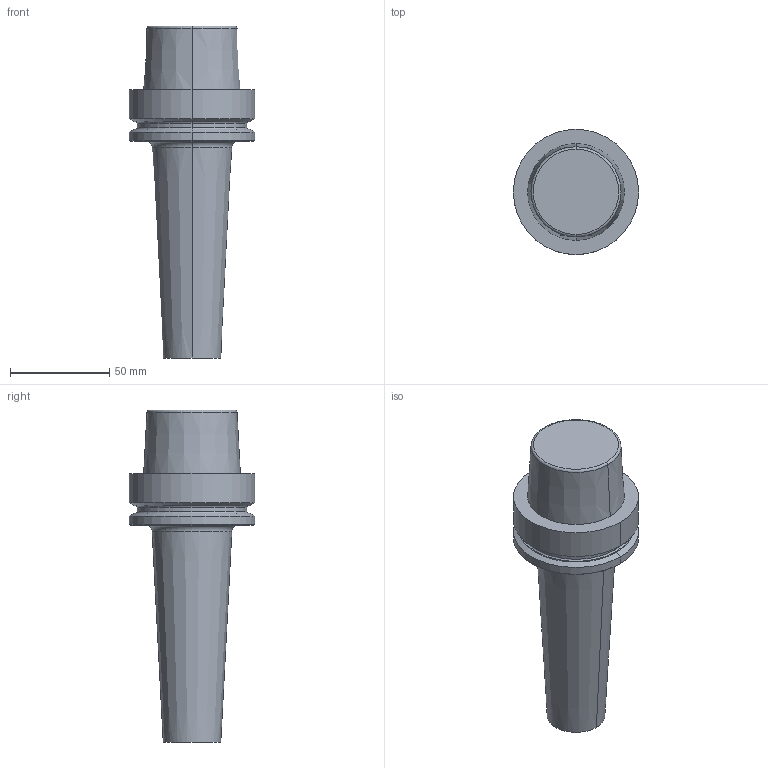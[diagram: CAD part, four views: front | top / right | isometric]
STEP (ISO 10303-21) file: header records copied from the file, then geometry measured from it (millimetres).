
FILE_DESCRIPTION(('no description'),'unknown implementation level');
FILE_NAME('solidHGmXZiIHzrJMZP20Ut4u_M8P_Rw_1.STP',' ',('CIMSOURCE GmbH'),('CADClick - KiM GmbH - www.kimweb.de'),'unknown preprocess','ACIS','unknown authorization');
FILE_SCHEMA(('automotive_design'));
Length unit declared in the file: millimetre
Products named in the file (1): 1
Bounding box: 63 x 63 x 167 mm (x, y, z)
Volume: 231432.6 mm3; surface area: 29014.1 mm2
Topology: 1 solids, 1 shells, 46 faces, 92 edges, 51 vertices
Faces by surface type: cone 18, cylinder 14, torus 8, plane 6
Entity records: 2287 total; most frequent: DIRECTION 248, CARTESIAN_POINT 191, STYLED_ITEM 188, PRESENTATION_STYLE_ASSIGNMENT 188, COLOUR_RGB 188, ORIENTED_EDGE 180, AXIS2_PLACEMENT_3D 108, EDGE_CURVE 90
